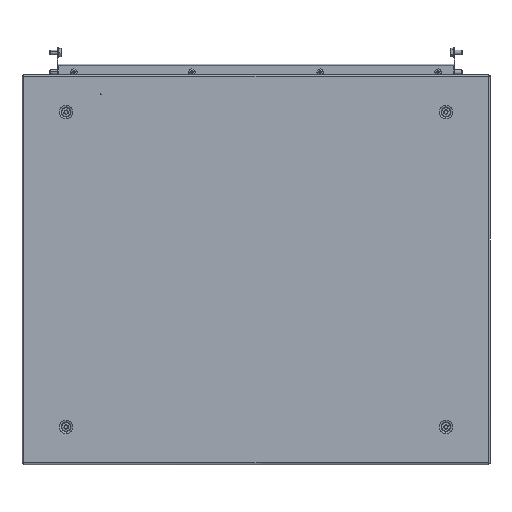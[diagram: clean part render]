
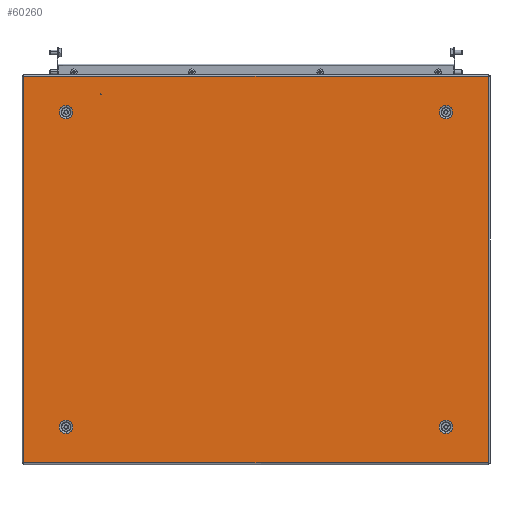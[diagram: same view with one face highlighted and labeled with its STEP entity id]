
A CAD part, top view. The second image highlights one B-rep face of the part: STEP entity #60260.
In plain terms, the highlighted planar face has unit normal (0, 0, 1).
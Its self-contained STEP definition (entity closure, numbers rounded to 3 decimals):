
#686 = VERTEX_POINT ( 'NONE', #70518 ) ;
#1616 = CARTESIAN_POINT ( 'NONE',  ( -241.5, 208.443, 0. ) ) ;
#2192 = VECTOR ( 'NONE', #4280, 1000. ) ;
#2673 = DIRECTION ( 'NONE',  ( -1., 0., 0. ) ) ;
#4280 = DIRECTION ( 'NONE',  ( 0., 1., 0. ) ) ;
#4316 = EDGE_LOOP ( 'NONE', ( #29000, #14210 ) ) ;
#4453 = EDGE_CURVE ( 'NONE', #79591, #59538, #36012, .T. ) ;
#5555 = DIRECTION ( 'NONE',  ( 0., 1., 0. ) ) ;
#5743 = VERTEX_POINT ( 'NONE', #53204 ) ;
#5982 = AXIS2_PLACEMENT_3D ( 'NONE', #9004, #15178, #15434 ) ;
#6228 = DIRECTION ( 'NONE',  ( 0., -1., 0. ) ) ;
#7313 = VERTEX_POINT ( 'NONE', #39808 ) ;
#7625 = AXIS2_PLACEMENT_3D ( 'NONE', #18885, #75102, #68969 ) ;
#8260 = CARTESIAN_POINT ( 'NONE',  ( 241.5, 208.443, 0. ) ) ;
#8335 = AXIS2_PLACEMENT_3D ( 'NONE', #22613, #22062, #53708 ) ;
#9004 = CARTESIAN_POINT ( 'NONE',  ( -241.5, 200., 0. ) ) ;
#9127 = DIRECTION ( 'NONE',  ( 0., 0., 1. ) ) ;
#10180 = AXIS2_PLACEMENT_3D ( 'NONE', #28845, #9127, #28285 ) ;
#10507 = ORIENTED_EDGE ( 'NONE', *, *, #56773, .F. ) ;
#11664 = FACE_BOUND ( 'NONE', #15529, .T. ) ;
#11924 = ORIENTED_EDGE ( 'NONE', *, *, #33986, .T. ) ;
#12023 = CIRCLE ( 'NONE', #7625, 0.5 ) ;
#12299 = CARTESIAN_POINT ( 'NONE',  ( 241.5, 191.557, 0. ) ) ;
#12627 = FACE_BOUND ( 'NONE', #44465, .T. ) ;
#13827 = EDGE_CURVE ( 'NONE', #28100, #32907, #12023, .T. ) ;
#14210 = ORIENTED_EDGE ( 'NONE', *, *, #13827, .T. ) ;
#14319 = DIRECTION ( 'NONE',  ( 1., 0., 0. ) ) ;
#15178 = DIRECTION ( 'NONE',  ( 0., 0., 1. ) ) ;
#15434 = DIRECTION ( 'NONE',  ( 0., 1., 0. ) ) ;
#15529 = EDGE_LOOP ( 'NONE', ( #63028, #76930 ) ) ;
#16207 = ORIENTED_EDGE ( 'NONE', *, *, #46120, .T. ) ;
#16901 = VECTOR ( 'NONE', #35469, 1000. ) ;
#16905 = CARTESIAN_POINT ( 'NONE',  ( -295.1, -245.6, 0. ) ) ;
#17645 = ORIENTED_EDGE ( 'NONE', *, *, #78768, .F. ) ;
#17999 = CIRCLE ( 'NONE', #58626, 8.443 ) ;
#18367 = CARTESIAN_POINT ( 'NONE',  ( -241.5, -200., 0. ) ) ;
#18631 = VERTEX_POINT ( 'NONE', #16905 ) ;
#18885 = CARTESIAN_POINT ( 'NONE',  ( -197.5, 223., 0. ) ) ;
#19137 = ORIENTED_EDGE ( 'NONE', *, *, #75986, .T. ) ;
#20020 = DIRECTION ( 'NONE',  ( 0., 0., 1. ) ) ;
#21547 = DIRECTION ( 'NONE',  ( 0., 0., -1. ) ) ;
#21853 = CARTESIAN_POINT ( 'NONE',  ( -296.029, -245.6, 0. ) ) ;
#22062 = DIRECTION ( 'NONE',  ( 0., 0., 1. ) ) ;
#22464 = EDGE_LOOP ( 'NONE', ( #19137, #11924, #69214, #16207 ) ) ;
#22613 = CARTESIAN_POINT ( 'NONE',  ( 241.5, -200., 0. ) ) ;
#24144 = VECTOR ( 'NONE', #6228, 1000. ) ;
#24222 = DIRECTION ( 'NONE',  ( 0., 1., 0. ) ) ;
#24609 = FACE_BOUND ( 'NONE', #63538, .T. ) ;
#25398 = DIRECTION ( 'NONE',  ( 0., 1., 0. ) ) ;
#25762 = EDGE_CURVE ( 'NONE', #59078, #37023, #42113, .T. ) ;
#26116 = EDGE_CURVE ( 'NONE', #67869, #35529, #72652, .T. ) ;
#26679 = CIRCLE ( 'NONE', #10180, 8.443 ) ;
#26962 = CARTESIAN_POINT ( 'NONE',  ( 241.5, -200., 0. ) ) ;
#27227 = DIRECTION ( 'NONE',  ( 0., 1., 0. ) ) ;
#27694 = DIRECTION ( 'NONE',  ( 1., 0., 0. ) ) ;
#28100 = VERTEX_POINT ( 'NONE', #64772 ) ;
#28285 = DIRECTION ( 'NONE',  ( 0., 1., 0. ) ) ;
#28845 = CARTESIAN_POINT ( 'NONE',  ( -241.5, -200., 0. ) ) ;
#29000 = ORIENTED_EDGE ( 'NONE', *, *, #71188, .T. ) ;
#31307 = ORIENTED_EDGE ( 'NONE', *, *, #40537, .F. ) ;
#31504 = FACE_BOUND ( 'NONE', #44695, .T. ) ;
#31895 = CIRCLE ( 'NONE', #63772, 8.443 ) ;
#32424 = CARTESIAN_POINT ( 'NONE',  ( -198., 223., 0. ) ) ;
#32907 = VERTEX_POINT ( 'NONE', #32424 ) ;
#33705 = CIRCLE ( 'NONE', #8335, 8.443 ) ;
#33746 = LINE ( 'NONE', #61614, #16901 ) ;
#33986 = EDGE_CURVE ( 'NONE', #18631, #79591, #40823, .T. ) ;
#34512 = FACE_OUTER_BOUND ( 'NONE', #22464, .T. ) ;
#35469 = DIRECTION ( 'NONE',  ( -1., 0., 0. ) ) ;
#35529 = VERTEX_POINT ( 'NONE', #12299 ) ;
#36012 = LINE ( 'NONE', #36489, #2192 ) ;
#36489 = CARTESIAN_POINT ( 'NONE',  ( 295.1, -246.529, 0. ) ) ;
#37023 = VERTEX_POINT ( 'NONE', #1616 ) ;
#38676 = AXIS2_PLACEMENT_3D ( 'NONE', #18367, #74856, #5555 ) ;
#38940 = CARTESIAN_POINT ( 'NONE',  ( 295.1, -245.6, 0. ) ) ;
#39261 = CARTESIAN_POINT ( 'NONE',  ( 241.5, 200., 0. ) ) ;
#39707 = CARTESIAN_POINT ( 'NONE',  ( 241.5, -208.443, 0. ) ) ;
#39808 = CARTESIAN_POINT ( 'NONE',  ( -241.5, -191.557, 0. ) ) ;
#40537 = EDGE_CURVE ( 'NONE', #35529, #67869, #31895, .T. ) ;
#40823 = LINE ( 'NONE', #21853, #43839 ) ;
#42113 = CIRCLE ( 'NONE', #5982, 8.443 ) ;
#42161 = CARTESIAN_POINT ( 'NONE',  ( -295.1, 245.6, 0. ) ) ;
#42676 = CARTESIAN_POINT ( 'NONE',  ( -295.1, 246.529, 0. ) ) ;
#42807 = EDGE_CURVE ( 'NONE', #5743, #51369, #17999, .T. ) ;
#43839 = VECTOR ( 'NONE', #27694, 1000. ) ;
#44465 = EDGE_LOOP ( 'NONE', ( #49731, #31307 ) ) ;
#44695 = EDGE_LOOP ( 'NONE', ( #17645, #81964 ) ) ;
#46120 = EDGE_CURVE ( 'NONE', #59538, #66221, #33746, .T. ) ;
#46303 = CARTESIAN_POINT ( 'NONE',  ( 0., 0., 0. ) ) ;
#46785 = CARTESIAN_POINT ( 'NONE',  ( -241.5, 191.557, 0. ) ) ;
#48167 = AXIS2_PLACEMENT_3D ( 'NONE', #46303, #51836, #14319 ) ;
#48772 = CIRCLE ( 'NONE', #38676, 8.443 ) ;
#49731 = ORIENTED_EDGE ( 'NONE', *, *, #26116, .F. ) ;
#51262 = DIRECTION ( 'NONE',  ( 0., 1., 0. ) ) ;
#51369 = VERTEX_POINT ( 'NONE', #39707 ) ;
#51836 = DIRECTION ( 'NONE',  ( 0., 0., 1. ) ) ;
#52239 = CARTESIAN_POINT ( 'NONE',  ( 295.1, 245.6, 0. ) ) ;
#53204 = CARTESIAN_POINT ( 'NONE',  ( 241.5, -191.557, 0. ) ) ;
#53708 = DIRECTION ( 'NONE',  ( 0., 1., 0. ) ) ;
#55855 = AXIS2_PLACEMENT_3D ( 'NONE', #59664, #21547, #2673 ) ;
#56773 = EDGE_CURVE ( 'NONE', #37023, #59078, #79666, .T. ) ;
#57009 = CARTESIAN_POINT ( 'NONE',  ( 241.5, 200., 0. ) ) ;
#58208 = AXIS2_PLACEMENT_3D ( 'NONE', #57009, #63449, #25398 ) ;
#58626 = AXIS2_PLACEMENT_3D ( 'NONE', #26962, #20020, #27227 ) ;
#59078 = VERTEX_POINT ( 'NONE', #46785 ) ;
#59538 = VERTEX_POINT ( 'NONE', #52239 ) ;
#59664 = CARTESIAN_POINT ( 'NONE',  ( -197.5, 223., 0. ) ) ;
#60260 = ADVANCED_FACE ( 'NONE', ( #66384, #11664, #31504, #12627, #24609, #34512 ), #77743, .T. ) ;
#61614 = CARTESIAN_POINT ( 'NONE',  ( 296.029, 245.6, 0. ) ) ;
#61744 = DIRECTION ( 'NONE',  ( 0., 0., 1. ) ) ;
#63028 = ORIENTED_EDGE ( 'NONE', *, *, #42807, .F. ) ;
#63449 = DIRECTION ( 'NONE',  ( 0., 0., 1. ) ) ;
#63538 = EDGE_LOOP ( 'NONE', ( #10507, #74004 ) ) ;
#63772 = AXIS2_PLACEMENT_3D ( 'NONE', #39261, #64562, #51262 ) ;
#63931 = LINE ( 'NONE', #42676, #24144 ) ;
#64562 = DIRECTION ( 'NONE',  ( 0., 0., 1. ) ) ;
#64772 = CARTESIAN_POINT ( 'NONE',  ( -197., 223., 0. ) ) ;
#65563 = EDGE_CURVE ( 'NONE', #51369, #5743, #33705, .T. ) ;
#66221 = VERTEX_POINT ( 'NONE', #42161 ) ;
#66384 = FACE_BOUND ( 'NONE', #4316, .T. ) ;
#67011 = CIRCLE ( 'NONE', #55855, 0.5 ) ;
#67869 = VERTEX_POINT ( 'NONE', #8260 ) ;
#68969 = DIRECTION ( 'NONE',  ( -1., 0., 0. ) ) ;
#69214 = ORIENTED_EDGE ( 'NONE', *, *, #4453, .T. ) ;
#70518 = CARTESIAN_POINT ( 'NONE',  ( -241.5, -208.443, 0. ) ) ;
#71188 = EDGE_CURVE ( 'NONE', #32907, #28100, #67011, .T. ) ;
#72652 = CIRCLE ( 'NONE', #58208, 8.443 ) ;
#74004 = ORIENTED_EDGE ( 'NONE', *, *, #25762, .F. ) ;
#74855 = CARTESIAN_POINT ( 'NONE',  ( -241.5, 200., 0. ) ) ;
#74856 = DIRECTION ( 'NONE',  ( 0., 0., 1. ) ) ;
#75102 = DIRECTION ( 'NONE',  ( 0., 0., -1. ) ) ;
#75986 = EDGE_CURVE ( 'NONE', #66221, #18631, #63931, .T. ) ;
#76930 = ORIENTED_EDGE ( 'NONE', *, *, #65563, .F. ) ;
#77743 = PLANE ( 'NONE',  #48167 ) ;
#78768 = EDGE_CURVE ( 'NONE', #7313, #686, #48772, .T. ) ;
#79591 = VERTEX_POINT ( 'NONE', #38940 ) ;
#79666 = CIRCLE ( 'NONE', #81952, 8.443 ) ;
#80790 = EDGE_CURVE ( 'NONE', #686, #7313, #26679, .T. ) ;
#81952 = AXIS2_PLACEMENT_3D ( 'NONE', #74855, #61744, #24222 ) ;
#81964 = ORIENTED_EDGE ( 'NONE', *, *, #80790, .F. ) ;
